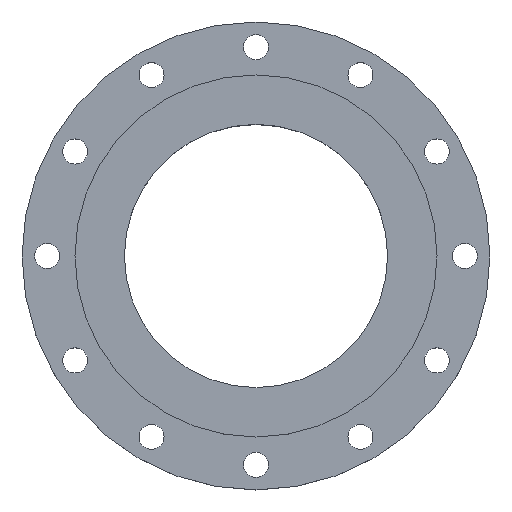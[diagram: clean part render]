
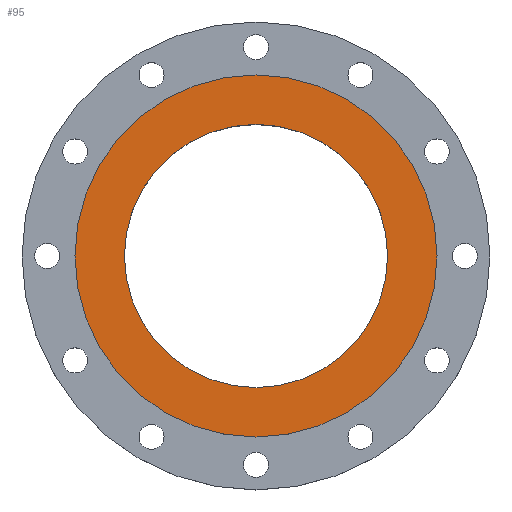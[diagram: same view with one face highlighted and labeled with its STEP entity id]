
A CAD part, top view. The second image highlights one B-rep face of the part: STEP entity #95.
In plain terms, the highlighted planar face has unit normal (0, 0, 1).
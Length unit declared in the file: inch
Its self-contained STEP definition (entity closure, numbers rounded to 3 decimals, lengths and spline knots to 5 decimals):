
#23 = AXIS2_PLACEMENT_3D ( 'NONE', #89, #568, #1034 ) ;
#38 = EDGE_LOOP ( 'NONE', ( #331, #397 ) ) ;
#61 = AXIS2_PLACEMENT_3D ( 'NONE', #722, #480, #1154 ) ;
#89 = CARTESIAN_POINT ( 'NONE',  ( 0., 0., 0. ) ) ;
#95 = ADVANCED_FACE ( 'NONE', ( #1229, #1342 ), #963, .F. ) ;
#154 = DIRECTION ( 'NONE',  ( 0., 0., 1. ) ) ;
#331 = ORIENTED_EDGE ( 'NONE', *, *, #1084, .F. ) ;
#397 = ORIENTED_EDGE ( 'NONE', *, *, #1404, .F. ) ;
#480 = DIRECTION ( 'NONE',  ( 0., 0., -1. ) ) ;
#493 = AXIS2_PLACEMENT_3D ( 'NONE', #850, #154, #747 ) ;
#568 = DIRECTION ( 'NONE',  ( 0., 0., 1. ) ) ;
#600 = EDGE_LOOP ( 'NONE', ( #1061, #1212 ) ) ;
#686 = EDGE_CURVE ( 'NONE', #1332, #1452, #785, .T. ) ;
#687 = DIRECTION ( 'NONE',  ( 0., 0., 1. ) ) ;
#722 = CARTESIAN_POINT ( 'NONE',  ( 0., 5.90625, 0. ) ) ;
#747 = DIRECTION ( 'NONE',  ( 1., 0., 0. ) ) ;
#766 = CIRCLE ( 'NONE', #493, 8.125 ) ;
#768 = AXIS2_PLACEMENT_3D ( 'NONE', #1469, #687, #1029 ) ;
#785 = CIRCLE ( 'NONE', #23, 8.125 ) ;
#797 = DIRECTION ( 'NONE',  ( 0., 0., 1. ) ) ;
#798 = VERTEX_POINT ( 'NONE', #1171 ) ;
#833 = AXIS2_PLACEMENT_3D ( 'NONE', #1234, #797, #1240 ) ;
#850 = CARTESIAN_POINT ( 'NONE',  ( 0., 0., 0. ) ) ;
#881 = CIRCLE ( 'NONE', #768, 5.90625 ) ;
#936 = CARTESIAN_POINT ( 'NONE',  ( -8.125, 0., 0. ) ) ;
#963 = PLANE ( 'NONE',  #61 ) ;
#1029 = DIRECTION ( 'NONE',  ( 1., 0., 0. ) ) ;
#1034 = DIRECTION ( 'NONE',  ( 1., 0., 0. ) ) ;
#1061 = ORIENTED_EDGE ( 'NONE', *, *, #686, .T. ) ;
#1084 = EDGE_CURVE ( 'NONE', #798, #1330, #1352, .T. ) ;
#1092 = CARTESIAN_POINT ( 'NONE',  ( -5.90625, 0., 0. ) ) ;
#1154 = DIRECTION ( 'NONE',  ( -1., 0., 0. ) ) ;
#1171 = CARTESIAN_POINT ( 'NONE',  ( 5.90625, 0., 0. ) ) ;
#1212 = ORIENTED_EDGE ( 'NONE', *, *, #1317, .T. ) ;
#1229 = FACE_BOUND ( 'NONE', #38, .T. ) ;
#1234 = CARTESIAN_POINT ( 'NONE',  ( 0., 0., 0. ) ) ;
#1240 = DIRECTION ( 'NONE',  ( 1., 0., 0. ) ) ;
#1317 = EDGE_CURVE ( 'NONE', #1452, #1332, #766, .T. ) ;
#1330 = VERTEX_POINT ( 'NONE', #1092 ) ;
#1332 = VERTEX_POINT ( 'NONE', #1355 ) ;
#1342 = FACE_OUTER_BOUND ( 'NONE', #600, .T. ) ;
#1352 = CIRCLE ( 'NONE', #833, 5.90625 ) ;
#1355 = CARTESIAN_POINT ( 'NONE',  ( 8.125, 0., 0. ) ) ;
#1404 = EDGE_CURVE ( 'NONE', #1330, #798, #881, .T. ) ;
#1452 = VERTEX_POINT ( 'NONE', #936 ) ;
#1469 = CARTESIAN_POINT ( 'NONE',  ( 0., 0., 0. ) ) ;
